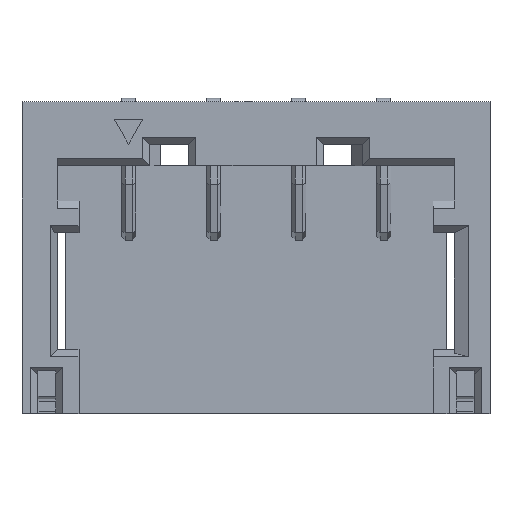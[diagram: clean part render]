
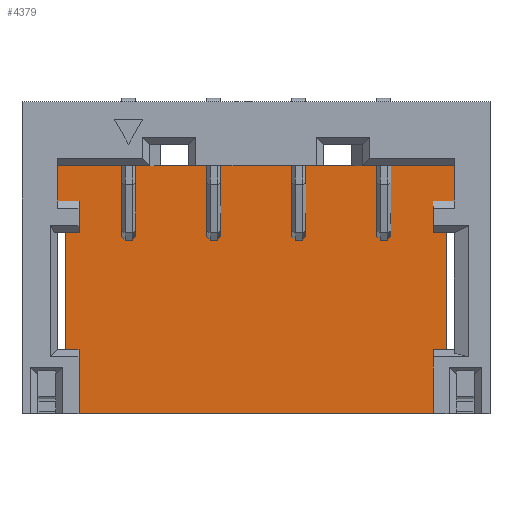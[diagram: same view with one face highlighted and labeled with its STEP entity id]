
A CAD part, top view. The second image highlights one B-rep face of the part: STEP entity #4379.
In plain terms, the highlighted planar face has unit normal (0, 0, 1).
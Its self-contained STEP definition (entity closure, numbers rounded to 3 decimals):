
#249=FACE_OUTER_BOUND($,#491,.T.);
#491=EDGE_LOOP($,(#3495,#3496,#3497,#3498,#3499,#3500,#3501,#3502,#3503,
#3504,#3505,#3506,#3507,#3508,#3509,#3510,#3511,#3512,#3513,#3514));
#828=LINE($,#6479,#1406);
#843=LINE($,#6508,#1421);
#881=LINE($,#6586,#1459);
#886=LINE($,#6596,#1464);
#897=LINE($,#6619,#1475);
#902=LINE($,#6627,#1480);
#903=LINE($,#6629,#1481);
#923=LINE($,#6670,#1501);
#936=LINE($,#6693,#1514);
#949=LINE($,#6720,#1527);
#964=LINE($,#6748,#1542);
#965=LINE($,#6750,#1543);
#966=LINE($,#6752,#1544);
#967=LINE($,#6754,#1545);
#968=LINE($,#6756,#1546);
#969=LINE($,#6758,#1547);
#970=LINE($,#6760,#1548);
#971=LINE($,#6762,#1549);
#972=LINE($,#6764,#1550);
#973=LINE($,#6765,#1551);
#1406=VECTOR($,#5290,1.65);
#1421=VECTOR($,#5311,0.184);
#1459=VECTOR($,#5373,0.448);
#1464=VECTOR($,#5382,0.299);
#1475=VECTOR($,#5403,0.898);
#1480=VECTOR($,#5410,0.501);
#1481=VECTOR($,#5413,0.184);
#1501=VECTOR($,#5443,0.549);
#1514=VECTOR($,#5462,1.301);
#1527=VECTOR($,#5485,4.996);
#1542=VECTOR($,#5502,1.896);
#1543=VECTOR($,#5503,0.549);
#1544=VECTOR($,#5504,1.301);
#1545=VECTOR($,#5505,0.501);
#1546=VECTOR($,#5506,0.301);
#1547=VECTOR($,#5507,0.448);
#1548=VECTOR($,#5508,0.186);
#1549=VECTOR($,#5509,1.65);
#1550=VECTOR($,#5510,0.186);
#1551=VECTOR($,#5511,0.898);
#1911=VERTEX_POINT($,#6477);
#1912=VERTEX_POINT($,#6478);
#1923=VERTEX_POINT($,#6506);
#1951=VERTEX_POINT($,#6584);
#1954=VERTEX_POINT($,#6594);
#1959=VERTEX_POINT($,#6612);
#1960=VERTEX_POINT($,#6616);
#1961=VERTEX_POINT($,#6618);
#1963=VERTEX_POINT($,#6625);
#1979=VERTEX_POINT($,#6668);
#1995=VERTEX_POINT($,#6719);
#2007=VERTEX_POINT($,#6747);
#2008=VERTEX_POINT($,#6749);
#2009=VERTEX_POINT($,#6751);
#2010=VERTEX_POINT($,#6753);
#2011=VERTEX_POINT($,#6755);
#2012=VERTEX_POINT($,#6757);
#2013=VERTEX_POINT($,#6759);
#2014=VERTEX_POINT($,#6761);
#2015=VERTEX_POINT($,#6763);
#2405=EDGE_CURVE($,#1911,#1912,#828,.T.);
#2420=EDGE_CURVE($,#1923,#1912,#843,.T.);
#2458=EDGE_CURVE($,#1951,#1923,#881,.T.);
#2463=EDGE_CURVE($,#1954,#1951,#886,.T.);
#2474=EDGE_CURVE($,#1960,#1961,#897,.T.);
#2479=EDGE_CURVE($,#1963,#1954,#902,.T.);
#2480=EDGE_CURVE($,#1911,#1960,#903,.T.);
#2500=EDGE_CURVE($,#1979,#1959,#923,.T.);
#2513=EDGE_CURVE($,#1959,#1963,#936,.T.);
#2526=EDGE_CURVE($,#1961,#1995,#949,.T.);
#2541=EDGE_CURVE($,#2007,#1979,#964,.T.);
#2542=EDGE_CURVE($,#2008,#2007,#965,.T.);
#2543=EDGE_CURVE($,#2009,#2008,#966,.T.);
#2544=EDGE_CURVE($,#2010,#2009,#967,.T.);
#2545=EDGE_CURVE($,#2011,#2010,#968,.T.);
#2546=EDGE_CURVE($,#2012,#2011,#969,.T.);
#2547=EDGE_CURVE($,#2013,#2012,#970,.T.);
#2548=EDGE_CURVE($,#2013,#2014,#971,.T.);
#2549=EDGE_CURVE($,#2015,#2014,#972,.T.);
#2550=EDGE_CURVE($,#1995,#2015,#973,.T.);
#3495=ORIENTED_EDGE($,*,*,#2541,.F.);
#3496=ORIENTED_EDGE($,*,*,#2542,.F.);
#3497=ORIENTED_EDGE($,*,*,#2543,.F.);
#3498=ORIENTED_EDGE($,*,*,#2544,.F.);
#3499=ORIENTED_EDGE($,*,*,#2545,.F.);
#3500=ORIENTED_EDGE($,*,*,#2546,.F.);
#3501=ORIENTED_EDGE($,*,*,#2547,.F.);
#3502=ORIENTED_EDGE($,*,*,#2548,.T.);
#3503=ORIENTED_EDGE($,*,*,#2549,.F.);
#3504=ORIENTED_EDGE($,*,*,#2550,.F.);
#3505=ORIENTED_EDGE($,*,*,#2526,.F.);
#3506=ORIENTED_EDGE($,*,*,#2474,.F.);
#3507=ORIENTED_EDGE($,*,*,#2480,.F.);
#3508=ORIENTED_EDGE($,*,*,#2405,.T.);
#3509=ORIENTED_EDGE($,*,*,#2420,.F.);
#3510=ORIENTED_EDGE($,*,*,#2458,.F.);
#3511=ORIENTED_EDGE($,*,*,#2463,.F.);
#3512=ORIENTED_EDGE($,*,*,#2479,.F.);
#3513=ORIENTED_EDGE($,*,*,#2513,.F.);
#3514=ORIENTED_EDGE($,*,*,#2500,.F.);
#4149=PLANE($,#4668);
#4379=ADVANCED_FACE($,(#249),#4149,.T.);
#4668=AXIS2_PLACEMENT_3D($,#6746,#5500,#5501);
#5290=DIRECTION($,(0.,1.,0.));
#5311=DIRECTION($,(1.,0.,0.));
#5373=DIRECTION($,(0.,-1.,0.));
#5382=DIRECTION($,(-1.,0.,0.));
#5403=DIRECTION($,(0.,-1.,0.));
#5410=DIRECTION($,(0.,-1.,0.));
#5413=DIRECTION($,(-1.,0.,0.));
#5443=DIRECTION($,(1.,0.,0.));
#5462=DIRECTION($,(1.,0.,0.));
#5485=DIRECTION($,(-1.,0.,0.));
#5500=DIRECTION('center_axis',(0.,0.,1.));
#5501=DIRECTION('ref_axis',(1.,0.,0.));
#5502=DIRECTION($,(1.,0.,0.));
#5503=DIRECTION($,(1.,0.,0.));
#5504=DIRECTION($,(1.,0.,0.));
#5505=DIRECTION($,(0.,1.,0.));
#5506=DIRECTION($,(-1.,0.,0.));
#5507=DIRECTION($,(0.,1.,0.));
#5508=DIRECTION($,(1.,0.,0.));
#5509=DIRECTION($,(0.,-1.,0.));
#5510=DIRECTION($,(-1.,0.,0.));
#5511=DIRECTION($,(0.,1.,0.));
#6477=CARTESIAN_POINT('',(291.27,116.425,2.));
#6478=CARTESIAN_POINT('',(291.27,118.076,2.));
#6479=CARTESIAN_POINT($,(291.27,117.69,2.));
#6506=CARTESIAN_POINT('',(291.086,118.076,2.));
#6508=CARTESIAN_POINT($,(291.086,118.076,2.));
#6584=CARTESIAN_POINT('',(291.086,118.523,2.));
#6586=CARTESIAN_POINT($,(291.086,118.523,2.));
#6594=CARTESIAN_POINT('',(291.385,118.523,2.));
#6596=CARTESIAN_POINT($,(291.385,118.523,2.));
#6612=CARTESIAN_POINT('',(290.084,119.025,2.));
#6616=CARTESIAN_POINT('',(291.086,116.425,2.));
#6618=CARTESIAN_POINT('',(291.086,115.527,2.));
#6619=CARTESIAN_POINT($,(291.086,116.425,2.));
#6625=CARTESIAN_POINT('',(291.385,119.025,2.));
#6627=CARTESIAN_POINT($,(291.385,119.025,2.));
#6629=CARTESIAN_POINT($,(291.385,116.425,2.));
#6668=CARTESIAN_POINT('',(289.535,119.025,2.));
#6670=CARTESIAN_POINT($,(286.989,119.025,2.));
#6693=CARTESIAN_POINT($,(286.989,119.025,2.));
#6719=CARTESIAN_POINT('',(286.09,115.527,2.));
#6720=CARTESIAN_POINT($,(287.831,115.527,2.));
#6746=CARTESIAN_POINT('Origin',(288.857,117.305,2.));
#6747=CARTESIAN_POINT('',(287.639,119.025,2.));
#6748=CARTESIAN_POINT($,(289.195,119.025,2.));
#6749=CARTESIAN_POINT('',(287.09,119.025,2.));
#6750=CARTESIAN_POINT($,(285.789,119.025,2.));
#6751=CARTESIAN_POINT('',(285.789,119.025,2.));
#6752=CARTESIAN_POINT($,(285.789,119.025,2.));
#6753=CARTESIAN_POINT('',(285.789,118.523,2.));
#6754=CARTESIAN_POINT($,(285.789,118.523,2.));
#6755=CARTESIAN_POINT('',(286.09,118.523,2.));
#6756=CARTESIAN_POINT($,(286.09,118.523,2.));
#6757=CARTESIAN_POINT('',(286.09,118.076,2.));
#6758=CARTESIAN_POINT($,(286.09,118.076,2.));
#6759=CARTESIAN_POINT('',(285.904,118.076,2.));
#6760=CARTESIAN_POINT($,(285.789,118.076,2.));
#6761=CARTESIAN_POINT('',(285.904,116.425,2.));
#6762=CARTESIAN_POINT($,(285.904,117.69,2.));
#6763=CARTESIAN_POINT('',(286.09,116.425,2.));
#6764=CARTESIAN_POINT($,(286.09,116.425,2.));
#6765=CARTESIAN_POINT($,(286.09,115.527,2.));
